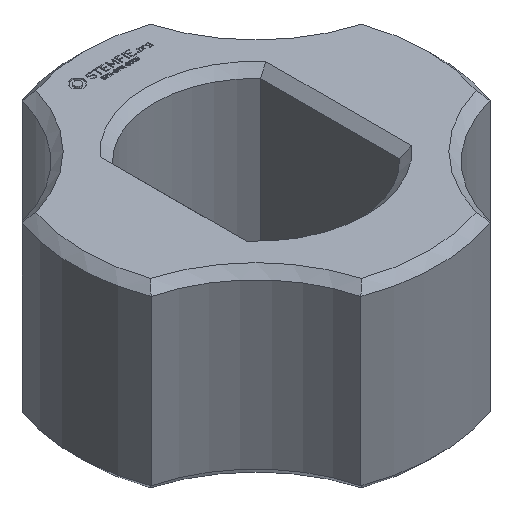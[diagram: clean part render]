
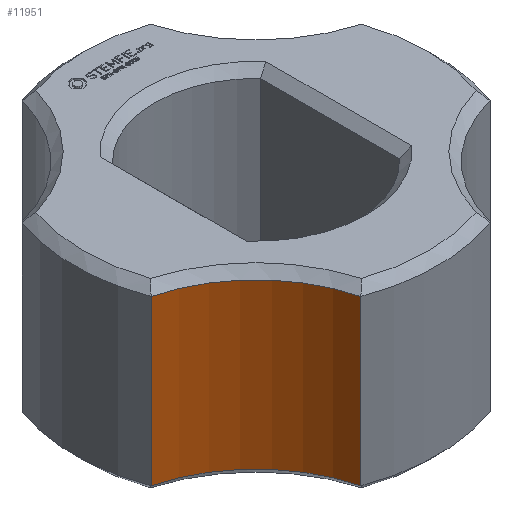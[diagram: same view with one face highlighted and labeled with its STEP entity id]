
A CAD part, isometric view. The second image highlights one B-rep face of the part: STEP entity #11951.
In plain terms, the highlighted cylindrical face has radius 5 mm (diameter 10 mm), a partial arc.
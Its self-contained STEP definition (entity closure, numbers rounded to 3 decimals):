
#189 = CYLINDRICAL_SURFACE('',#190,6.25);
#190 = AXIS2_PLACEMENT_3D('',#191,#192,#193);
#191 = CARTESIAN_POINT('',(0.,0.,0.));
#192 = DIRECTION('',(-0.,-0.,-1.));
#193 = DIRECTION('',(1.,0.,0.));
#625 = EDGE_CURVE('',#626,#628,#630,.T.);
#626 = VERTEX_POINT('',#627);
#627 = CARTESIAN_POINT('',(-2.225,-5.841,0.3));
#628 = VERTEX_POINT('',#629);
#629 = CARTESIAN_POINT('',(-2.225,-5.841,5.95));
#630 = SURFACE_CURVE('',#631,(#635,#642),.PCURVE_S1.);
#631 = LINE('',#632,#633);
#632 = CARTESIAN_POINT('',(-2.225,-5.841,0.));
#633 = VECTOR('',#634,1.);
#634 = DIRECTION('',(0.,0.,1.));
#635 = PCURVE('',#189,#636);
#636 = DEFINITIONAL_REPRESENTATION('',(#637),#641);
#637 = LINE('',#638,#639);
#638 = CARTESIAN_POINT('',(-4.348,0.));
#639 = VECTOR('',#640,1.);
#640 = DIRECTION('',(-0.,-1.));
#641 = ( GEOMETRIC_REPRESENTATION_CONTEXT(2) 
PARAMETRIC_REPRESENTATION_CONTEXT() REPRESENTATION_CONTEXT('2D SPACE',''
  ) );
#642 = PCURVE('',#643,#648);
#643 = CYLINDRICAL_SURFACE('',#644,5.);
#644 = AXIS2_PLACEMENT_3D('',#645,#646,#647);
#645 = CARTESIAN_POINT('',(-7.071,-7.071,0.));
#646 = DIRECTION('',(-0.,-0.,-1.));
#647 = DIRECTION('',(1.,0.,0.));
#648 = DEFINITIONAL_REPRESENTATION('',(#649),#653);
#649 = LINE('',#650,#651);
#650 = CARTESIAN_POINT('',(-0.249,0.));
#651 = VECTOR('',#652,1.);
#652 = DIRECTION('',(-0.,-1.));
#653 = ( GEOMETRIC_REPRESENTATION_CONTEXT(2) 
PARAMETRIC_REPRESENTATION_CONTEXT() REPRESENTATION_CONTEXT('2D SPACE',''
  ) );
#832 = CONICAL_SURFACE('',#833,5.,0.785);
#833 = AXIS2_PLACEMENT_3D('',#834,#835,#836);
#834 = CARTESIAN_POINT('',(-7.071,-7.071,0.3));
#835 = DIRECTION('',(-0.,-0.,-1.));
#836 = DIRECTION('',(0.969,0.246,0.));
#1149 = CONICAL_SURFACE('',#1150,5.,0.785);
#1150 = AXIS2_PLACEMENT_3D('',#1151,#1152,#1153);
#1151 = CARTESIAN_POINT('',(-7.071,-7.071,5.95));
#1152 = DIRECTION('',(0.,0.,1.));
#1153 = DIRECTION('',(0.969,0.246,0.));
#11951 = ADVANCED_FACE('',(#11952),#643,.F.);
#11952 = FACE_BOUND('',#11953,.T.);
#11953 = EDGE_LOOP('',(#11954,#11955,#11979,#12007));
#11954 = ORIENTED_EDGE('',*,*,#625,.T.);
#11955 = ORIENTED_EDGE('',*,*,#11956,.T.);
#11956 = EDGE_CURVE('',#628,#11957,#11959,.T.);
#11957 = VERTEX_POINT('',#11958);
#11958 = CARTESIAN_POINT('',(-5.841,-2.225,5.95));
#11959 = SURFACE_CURVE('',#11960,(#11965,#11972),.PCURVE_S1.);
#11960 = CIRCLE('',#11961,5.);
#11961 = AXIS2_PLACEMENT_3D('',#11962,#11963,#11964);
#11962 = CARTESIAN_POINT('',(-7.071,-7.071,5.95));
#11963 = DIRECTION('',(0.,-0.,1.));
#11964 = DIRECTION('',(0.969,0.246,0.));
#11965 = PCURVE('',#643,#11966);
#11966 = DEFINITIONAL_REPRESENTATION('',(#11967),#11971);
#11967 = LINE('',#11968,#11969);
#11968 = CARTESIAN_POINT('',(-0.249,-5.95));
#11969 = VECTOR('',#11970,1.);
#11970 = DIRECTION('',(-1.,0.));
#11971 = ( GEOMETRIC_REPRESENTATION_CONTEXT(2) 
PARAMETRIC_REPRESENTATION_CONTEXT() REPRESENTATION_CONTEXT('2D SPACE',''
  ) );
#11972 = PCURVE('',#1149,#11973);
#11973 = DEFINITIONAL_REPRESENTATION('',(#11974),#11978);
#11974 = LINE('',#11975,#11976);
#11975 = CARTESIAN_POINT('',(0.,0.));
#11976 = VECTOR('',#11977,1.);
#11977 = DIRECTION('',(1.,0.));
#11978 = ( GEOMETRIC_REPRESENTATION_CONTEXT(2) 
PARAMETRIC_REPRESENTATION_CONTEXT() REPRESENTATION_CONTEXT('2D SPACE',''
  ) );
#11979 = ORIENTED_EDGE('',*,*,#11980,.F.);
#11980 = EDGE_CURVE('',#11981,#11957,#11983,.T.);
#11981 = VERTEX_POINT('',#11982);
#11982 = CARTESIAN_POINT('',(-5.841,-2.225,0.3));
#11983 = SURFACE_CURVE('',#11984,(#11988,#11995),.PCURVE_S1.);
#11984 = LINE('',#11985,#11986);
#11985 = CARTESIAN_POINT('',(-5.841,-2.225,0.));
#11986 = VECTOR('',#11987,1.);
#11987 = DIRECTION('',(0.,0.,1.));
#11988 = PCURVE('',#643,#11989);
#11989 = DEFINITIONAL_REPRESENTATION('',(#11990),#11994);
#11990 = LINE('',#11991,#11992);
#11991 = CARTESIAN_POINT('',(-1.322,0.));
#11992 = VECTOR('',#11993,1.);
#11993 = DIRECTION('',(-0.,-1.));
#11994 = ( GEOMETRIC_REPRESENTATION_CONTEXT(2) 
PARAMETRIC_REPRESENTATION_CONTEXT() REPRESENTATION_CONTEXT('2D SPACE',''
  ) );
#11995 = PCURVE('',#11996,#12001);
#11996 = CYLINDRICAL_SURFACE('',#11997,6.25);
#11997 = AXIS2_PLACEMENT_3D('',#11998,#11999,#12000);
#11998 = CARTESIAN_POINT('',(0.,0.,0.));
#11999 = DIRECTION('',(-0.,-0.,-1.));
#12000 = DIRECTION('',(1.,0.,0.));
#12001 = DEFINITIONAL_REPRESENTATION('',(#12002),#12006);
#12002 = LINE('',#12003,#12004);
#12003 = CARTESIAN_POINT('',(-3.506,0.));
#12004 = VECTOR('',#12005,1.);
#12005 = DIRECTION('',(-0.,-1.));
#12006 = ( GEOMETRIC_REPRESENTATION_CONTEXT(2) 
PARAMETRIC_REPRESENTATION_CONTEXT() REPRESENTATION_CONTEXT('2D SPACE',''
  ) );
#12007 = ORIENTED_EDGE('',*,*,#12008,.F.);
#12008 = EDGE_CURVE('',#626,#11981,#12009,.T.);
#12009 = SURFACE_CURVE('',#12010,(#12015,#12022),.PCURVE_S1.);
#12010 = CIRCLE('',#12011,5.);
#12011 = AXIS2_PLACEMENT_3D('',#12012,#12013,#12014);
#12012 = CARTESIAN_POINT('',(-7.071,-7.071,0.3));
#12013 = DIRECTION('',(0.,-0.,1.));
#12014 = DIRECTION('',(0.969,0.246,0.));
#12015 = PCURVE('',#643,#12016);
#12016 = DEFINITIONAL_REPRESENTATION('',(#12017),#12021);
#12017 = LINE('',#12018,#12019);
#12018 = CARTESIAN_POINT('',(-0.249,-0.3));
#12019 = VECTOR('',#12020,1.);
#12020 = DIRECTION('',(-1.,0.));
#12021 = ( GEOMETRIC_REPRESENTATION_CONTEXT(2) 
PARAMETRIC_REPRESENTATION_CONTEXT() REPRESENTATION_CONTEXT('2D SPACE',''
  ) );
#12022 = PCURVE('',#832,#12023);
#12023 = DEFINITIONAL_REPRESENTATION('',(#12024),#12028);
#12024 = LINE('',#12025,#12026);
#12025 = CARTESIAN_POINT('',(-0.,0.));
#12026 = VECTOR('',#12027,1.);
#12027 = DIRECTION('',(-1.,0.));
#12028 = ( GEOMETRIC_REPRESENTATION_CONTEXT(2) 
PARAMETRIC_REPRESENTATION_CONTEXT() REPRESENTATION_CONTEXT('2D SPACE',''
  ) );
